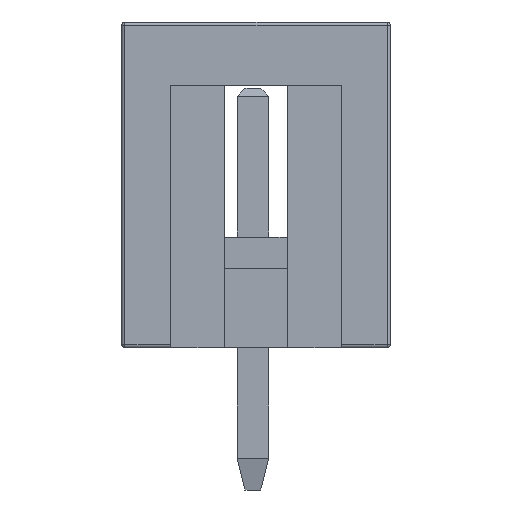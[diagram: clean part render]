
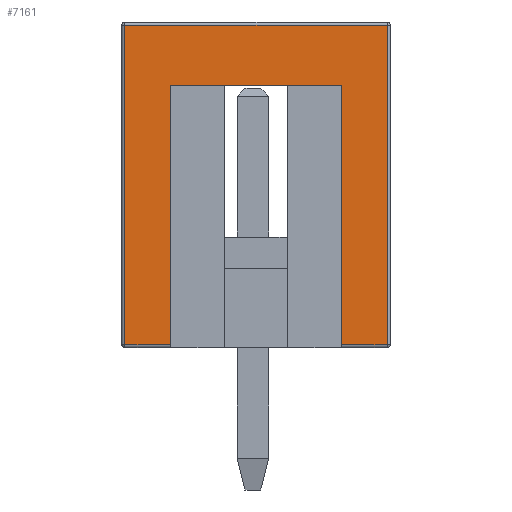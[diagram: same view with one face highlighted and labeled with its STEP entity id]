
A CAD part, left-side view. The second image highlights one B-rep face of the part: STEP entity #7161.
In plain terms, the highlighted planar face has unit normal (-1, 0, 0).
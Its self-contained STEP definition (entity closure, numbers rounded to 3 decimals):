
#3332 = VERTEX_POINT('',#3333);
#3333 = CARTESIAN_POINT('',(-2.8,-4.25,0.1));
#3340 = EDGE_CURVE('',#3332,#3341,#3343,.T.);
#3341 = VERTEX_POINT('',#3342);
#3342 = CARTESIAN_POINT('',(-2.8,-4.25,10.2));
#3343 = LINE('',#3344,#3345);
#3344 = CARTESIAN_POINT('',(-2.8,-4.25,0.));
#3345 = VECTOR('',#3346,1.);
#3346 = DIRECTION('',(0.,0.,1.));
#7161 = ADVANCED_FACE('',(#7162),#7219,.F.);
#7162 = FACE_BOUND('',#7163,.F.);
#7163 = EDGE_LOOP('',(#7164,#7165,#7173,#7181,#7189,#7197,#7205,#7213));
#7164 = ORIENTED_EDGE('',*,*,#3340,.F.);
#7165 = ORIENTED_EDGE('',*,*,#7166,.F.);
#7166 = EDGE_CURVE('',#7167,#3332,#7169,.T.);
#7167 = VERTEX_POINT('',#7168);
#7168 = CARTESIAN_POINT('',(-2.8,-2.8,0.1));
#7169 = LINE('',#7170,#7171);
#7170 = CARTESIAN_POINT('',(-2.8,4.15,0.1));
#7171 = VECTOR('',#7172,1.);
#7172 = DIRECTION('',(0.,-1.,0.));
#7173 = ORIENTED_EDGE('',*,*,#7174,.F.);
#7174 = EDGE_CURVE('',#7175,#7167,#7177,.T.);
#7175 = VERTEX_POINT('',#7176);
#7176 = CARTESIAN_POINT('',(-2.8,-2.8,8.3));
#7177 = LINE('',#7178,#7179);
#7178 = CARTESIAN_POINT('',(-2.8,-2.8,4.15));
#7179 = VECTOR('',#7180,1.);
#7180 = DIRECTION('',(0.,0.,-1.));
#7181 = ORIENTED_EDGE('',*,*,#7182,.F.);
#7182 = EDGE_CURVE('',#7183,#7175,#7185,.T.);
#7183 = VERTEX_POINT('',#7184);
#7184 = CARTESIAN_POINT('',(-2.8,2.6,8.3));
#7185 = LINE('',#7186,#7187);
#7186 = CARTESIAN_POINT('',(-2.8,2.025,8.3));
#7187 = VECTOR('',#7188,1.);
#7188 = DIRECTION('',(0.,-1.,0.));
#7189 = ORIENTED_EDGE('',*,*,#7190,.F.);
#7190 = EDGE_CURVE('',#7191,#7183,#7193,.T.);
#7191 = VERTEX_POINT('',#7192);
#7192 = CARTESIAN_POINT('',(-2.8,2.6,0.1));
#7193 = LINE('',#7194,#7195);
#7194 = CARTESIAN_POINT('',(-2.8,2.6,-4.15));
#7195 = VECTOR('',#7196,1.);
#7196 = DIRECTION('',(0.,0.,1.));
#7197 = ORIENTED_EDGE('',*,*,#7198,.F.);
#7198 = EDGE_CURVE('',#7199,#7191,#7201,.T.);
#7199 = VERTEX_POINT('',#7200);
#7200 = CARTESIAN_POINT('',(-2.8,4.05,0.1));
#7201 = LINE('',#7202,#7203);
#7202 = CARTESIAN_POINT('',(-2.8,4.15,0.1));
#7203 = VECTOR('',#7204,1.);
#7204 = DIRECTION('',(0.,-1.,0.));
#7205 = ORIENTED_EDGE('',*,*,#7206,.T.);
#7206 = EDGE_CURVE('',#7199,#7207,#7209,.T.);
#7207 = VERTEX_POINT('',#7208);
#7208 = CARTESIAN_POINT('',(-2.8,4.05,10.2));
#7209 = LINE('',#7210,#7211);
#7210 = CARTESIAN_POINT('',(-2.8,4.05,0.));
#7211 = VECTOR('',#7212,1.);
#7212 = DIRECTION('',(0.,0.,1.));
#7213 = ORIENTED_EDGE('',*,*,#7214,.T.);
#7214 = EDGE_CURVE('',#7207,#3341,#7215,.T.);
#7215 = LINE('',#7216,#7217);
#7216 = CARTESIAN_POINT('',(-2.8,4.15,10.2));
#7217 = VECTOR('',#7218,1.);
#7218 = DIRECTION('',(0.,-1.,0.));
#7219 = PLANE('',#7220);
#7220 = AXIS2_PLACEMENT_3D('',#7221,#7222,#7223);
#7221 = CARTESIAN_POINT('',(-2.8,4.15,0.));
#7222 = DIRECTION('',(1.,0.,0.));
#7223 = DIRECTION('',(0.,-1.,0.));
